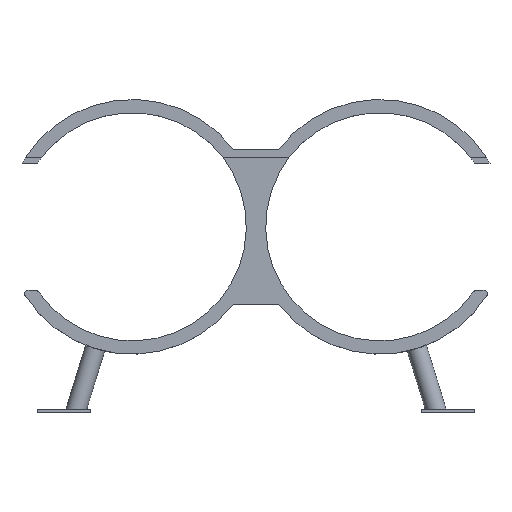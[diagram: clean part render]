
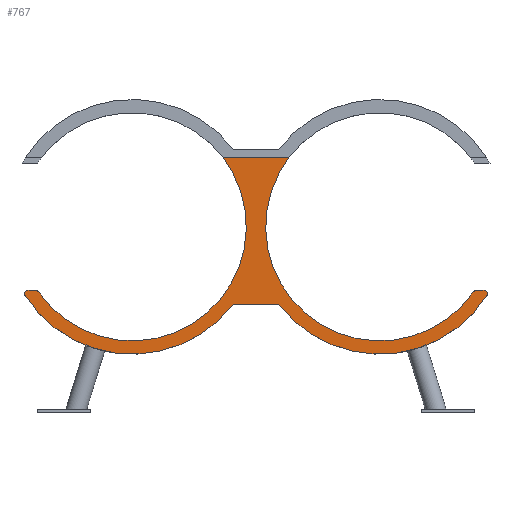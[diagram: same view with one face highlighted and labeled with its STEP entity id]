
A CAD part, top view. The second image highlights one B-rep face of the part: STEP entity #767.
In plain terms, the highlighted planar face has unit normal (0, 0, 1).
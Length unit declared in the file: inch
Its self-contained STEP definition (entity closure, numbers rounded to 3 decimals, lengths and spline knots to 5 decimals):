
#19=LINE('',#1288,#81);
#20=LINE('',#1294,#82);
#21=LINE('',#1300,#83);
#22=LINE('',#1306,#84);
#81=VECTOR('',#980,0.3937);
#82=VECTOR('',#985,0.3937);
#83=VECTOR('',#990,0.3937);
#84=VECTOR('',#995,0.3937);
#142=CIRCLE('',#846,4.3);
#148=CIRCLE('',#855,4.3);
#149=CIRCLE('',#856,0.125);
#150=CIRCLE('',#857,0.125);
#151=CIRCLE('',#858,4.8);
#152=CIRCLE('',#859,4.8);
#153=CIRCLE('',#860,0.125);
#154=CIRCLE('',#861,0.125);
#181=PLANE('',#854);
#235=FACE_OUTER_BOUND('',#291,.T.);
#291=EDGE_LOOP('',(#546,#547,#548,#549,#550,#551,#552,#553,#554,#555,#556,
#557));
#351=VERTEX_POINT('',#1264);
#352=VERTEX_POINT('',#1266);
#360=VERTEX_POINT('',#1287);
#361=VERTEX_POINT('',#1289);
#362=VERTEX_POINT('',#1291);
#363=VERTEX_POINT('',#1293);
#364=VERTEX_POINT('',#1295);
#365=VERTEX_POINT('',#1297);
#366=VERTEX_POINT('',#1299);
#367=VERTEX_POINT('',#1301);
#368=VERTEX_POINT('',#1303);
#369=VERTEX_POINT('',#1305);
#423=EDGE_CURVE('',#352,#351,#142,.T.);
#433=EDGE_CURVE('',#351,#360,#19,.T.);
#434=EDGE_CURVE('',#360,#361,#148,.T.);
#435=EDGE_CURVE('',#362,#361,#149,.T.);
#436=EDGE_CURVE('',#362,#363,#20,.T.);
#437=EDGE_CURVE('',#364,#363,#150,.T.);
#438=EDGE_CURVE('',#364,#365,#151,.T.);
#439=EDGE_CURVE('',#365,#366,#21,.T.);
#440=EDGE_CURVE('',#366,#367,#152,.T.);
#441=EDGE_CURVE('',#368,#367,#153,.T.);
#442=EDGE_CURVE('',#368,#369,#22,.T.);
#443=EDGE_CURVE('',#352,#369,#154,.T.);
#546=ORIENTED_EDGE('',*,*,#433,.T.);
#547=ORIENTED_EDGE('',*,*,#434,.T.);
#548=ORIENTED_EDGE('',*,*,#435,.F.);
#549=ORIENTED_EDGE('',*,*,#436,.T.);
#550=ORIENTED_EDGE('',*,*,#437,.F.);
#551=ORIENTED_EDGE('',*,*,#438,.T.);
#552=ORIENTED_EDGE('',*,*,#439,.T.);
#553=ORIENTED_EDGE('',*,*,#440,.T.);
#554=ORIENTED_EDGE('',*,*,#441,.F.);
#555=ORIENTED_EDGE('',*,*,#442,.T.);
#556=ORIENTED_EDGE('',*,*,#443,.F.);
#557=ORIENTED_EDGE('',*,*,#423,.T.);
#767=ADVANCED_FACE('',(#235),#181,.T.);
#846=AXIS2_PLACEMENT_3D('',#1267,#958,#959);
#854=AXIS2_PLACEMENT_3D('',#1286,#978,#979);
#855=AXIS2_PLACEMENT_3D('',#1290,#981,#982);
#856=AXIS2_PLACEMENT_3D('',#1292,#983,#984);
#857=AXIS2_PLACEMENT_3D('',#1296,#986,#987);
#858=AXIS2_PLACEMENT_3D('',#1298,#988,#989);
#859=AXIS2_PLACEMENT_3D('',#1302,#991,#992);
#860=AXIS2_PLACEMENT_3D('',#1304,#993,#994);
#861=AXIS2_PLACEMENT_3D('',#1307,#996,#997);
#958=DIRECTION('center_axis',(0.,0.,-1.));
#959=DIRECTION('ref_axis',(-1.,0.,0.));
#978=DIRECTION('center_axis',(0.,0.,1.));
#979=DIRECTION('ref_axis',(1.,0.,0.));
#980=DIRECTION('',(-1.,0.,0.));
#981=DIRECTION('center_axis',(0.,0.,-1.));
#982=DIRECTION('ref_axis',(1.,0.,0.));
#983=DIRECTION('center_axis',(0.,0.,-1.));
#984=DIRECTION('ref_axis',(0.463,0.886,0.));
#985=DIRECTION('',(-1.,0.,0.));
#986=DIRECTION('center_axis',(0.,0.,-1.));
#987=DIRECTION('ref_axis',(-0.878,0.479,0.));
#988=DIRECTION('center_axis',(0.,0.,1.));
#989=DIRECTION('ref_axis',(0.866,0.5,0.));
#990=DIRECTION('',(1.,0.,0.));
#991=DIRECTION('center_axis',(0.,0.,1.));
#992=DIRECTION('ref_axis',(0.793,0.61,0.));
#993=DIRECTION('center_axis',(0.,0.,-1.));
#994=DIRECTION('ref_axis',(0.878,0.479,0.));
#995=DIRECTION('',(-1.,0.,0.));
#996=DIRECTION('center_axis',(0.,0.,-1.));
#997=DIRECTION('ref_axis',(-0.463,0.886,0.));
#1264=CARTESIAN_POINT('',(1.2396,5.,0.5));
#1266=CARTESIAN_POINT('',(8.19576,-0.05366,0.5));
#1267=CARTESIAN_POINT('Origin',(4.66484,2.40044,0.5));
#1286=CARTESIAN_POINT('Origin',(0.,2.40044,
0.5));
#1287=CARTESIAN_POINT('',(-1.2396,5.,0.5));
#1288=CARTESIAN_POINT('',(-4.41079,5.,0.5));
#1289=CARTESIAN_POINT('',(-8.19576,-0.05366,0.5));
#1290=CARTESIAN_POINT('Origin',(-4.66484,2.40044,0.5));
#1291=CARTESIAN_POINT('',(-8.2984,0.,0.5));
#1292=CARTESIAN_POINT('Origin',(-8.2984,-0.125,0.5));
#1293=CARTESIAN_POINT('',(-8.59902,0.,0.5));
#1294=CARTESIAN_POINT('',(-8.82151,0.,0.5));
#1295=CARTESIAN_POINT('',(-8.70421,-0.19253,0.5));
#1296=CARTESIAN_POINT('Origin',(-8.59902,-0.125,0.5));
#1297=CARTESIAN_POINT('',(-0.85987,-0.52568,0.5));
#1298=CARTESIAN_POINT('Origin',(-4.66484,2.40044,0.5));
#1299=CARTESIAN_POINT('',(0.85987,-0.52568,0.5));
#1300=CARTESIAN_POINT('',(0.85987,-0.52568,0.5));
#1301=CARTESIAN_POINT('',(8.70421,-0.19253,0.5));
#1302=CARTESIAN_POINT('Origin',(4.66484,2.40044,0.5));
#1303=CARTESIAN_POINT('',(8.59902,0.,0.5));
#1304=CARTESIAN_POINT('Origin',(8.59902,-0.125,0.5));
#1305=CARTESIAN_POINT('',(8.2984,0.,0.5));
#1306=CARTESIAN_POINT('',(8.23245,0.,0.5));
#1307=CARTESIAN_POINT('Origin',(8.2984,-0.125,0.5));
